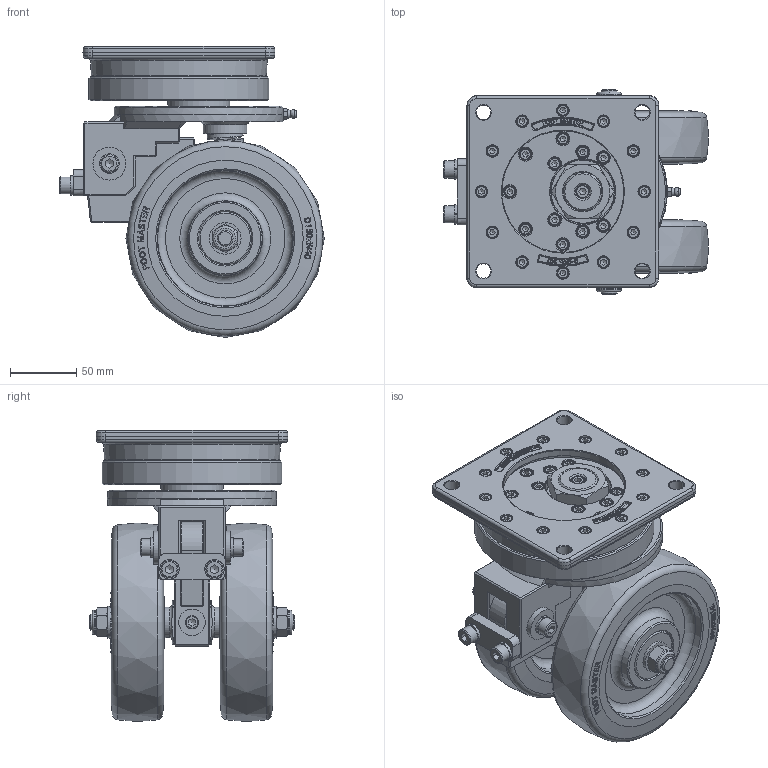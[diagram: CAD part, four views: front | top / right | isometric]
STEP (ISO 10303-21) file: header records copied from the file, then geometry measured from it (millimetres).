
FILE_DESCRIPTION(/* description */ (''),/* implementation_level */ '2;1');
FILE_NAME(/* name */ 'GAATSD-150-ASF-HUD.stp',/* time_stamp */ '2024-05-21T09:06:40+09:00',/* author */ ('admin'),/* organization */ (''),/* preprocessor_version */ 'ST-DEVELOPER v18.1',/* originating_system */ 'Autodesk Inventor 2021',/* authorisation */ '');
FILE_SCHEMA (('AUTOMOTIVE_DESIGN { 1 0 10303 214 3 1 1 }'));
Products named in the file (1): GAATSD-150-ASF-HUD_Shrinkwrap_1
Bounding box: 199.86 x 155 x 220 mm (x, y, z)
Volume: 2160042.6 mm3; surface area: 298631.3 mm2
Topology: 1 solids, 6 shells, 1816 faces, 4867 edges, 3227 vertices
Faces by surface type: plane 979, bspline 384, cone 202, cylinder 159, torus 83, sphere 9
Full cylindrical faces by diameter (mm): 1 x1, 6 x1, 8 x5, 8.376 x1, 8.5 x23, 9 x4, 9.5 x23, 10 x3, 11 x6, 12 x2, 13 x4, 17 x2, 18.5 x2, 20 x2, 22 x2, 23 x2, 24 x2, 25 x2, 29 x1, 29.93 x1, 30.3 x1, 33 x1, 38 x2, 40 x4, 47 x1, 47.6 x1, 49 x1, 50 x1, 92 x1, 97 x1
Entity records: 70640 total; most frequent: CARTESIAN_POINT 27680, ORIENTED_EDGE 9670, DIRECTION 7033, EDGE_CURVE 4835, VERTEX_POINT 3227, AXIS2_PLACEMENT_3D 2445, LINE 2143, VECTOR 2143
